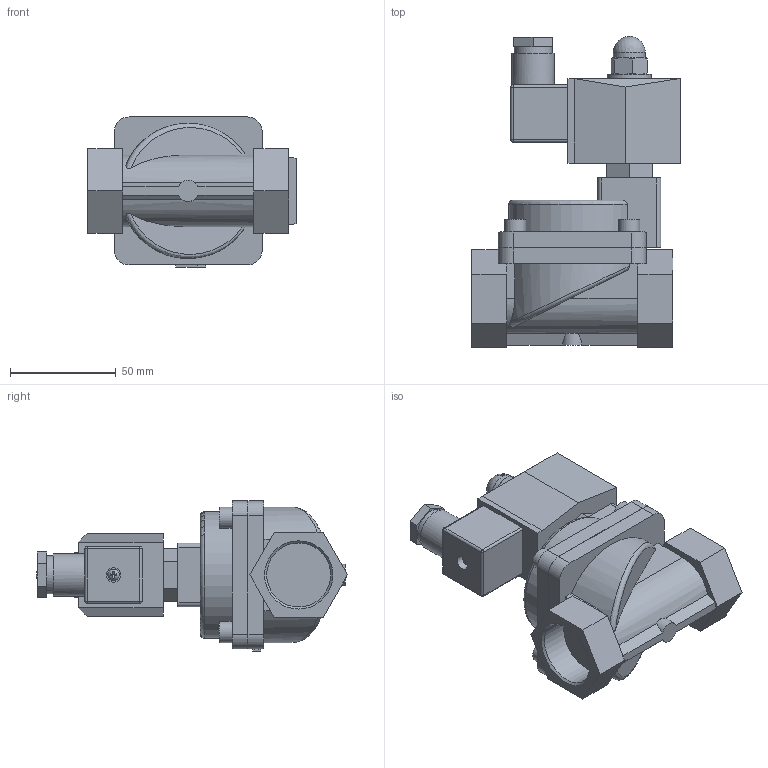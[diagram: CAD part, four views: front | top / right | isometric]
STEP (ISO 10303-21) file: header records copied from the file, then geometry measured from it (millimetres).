
FILE_DESCRIPTION(/* description */ ('СК-11-25-ВТ-НЕРЖ'),/* implementation_level */ '2;1');
FILE_NAME(/* name */ 'СК-11-25-ВТ-НЕРЖ.stp',/* time_stamp */ '2023-02-17T10:55:27+03:00',/* author */ ('Tech'),/* organization */ (''),/* preprocessor_version */ 'ST-DEVELOPER v18.1',/* originating_system */ 'Autodesk Inventor 2021',/* authorisation */ '');
FILE_SCHEMA (('AUTOMOTIVE_DESIGN { 1 0 10303 214 3 1 1 }'));
Length unit declared in the file: millimetre
Products named in the file (1): СК-11-25-ВТ-НЕРЖ
Bounding box: 98.6 x 147.14 x 71 mm (x, y, z)
Volume: 332359.5 mm3; surface area: 62333.8 mm2
Topology: 8 solids, 8 shells, 371 faces, 953 edges, 630 vertices
Faces by surface type: plane 250, cylinder 88, cone 20, sphere 7, torus 4, bspline 2
Full cylindrical faces by diameter (mm): 2.584 x1, 3 x2, 4.5 x1, 5.115 x1, 5.5 x3, 6.8 x1, 8.376 x1, 10 x6, 10.5 x1, 12 x1, 12.3 x1, 15 x1, 16 x2, 16.7 x1, 18 x1, 20 x1, 21 x1, 30.291 x2
Entity records: 11567 total; most frequent: CARTESIAN_POINT 2336, DIRECTION 1899, ORIENTED_EDGE 1896, EDGE_CURVE 948, AXIS2_PLACEMENT_3D 642, VERTEX_POINT 630, LINE 615, VECTOR 615
